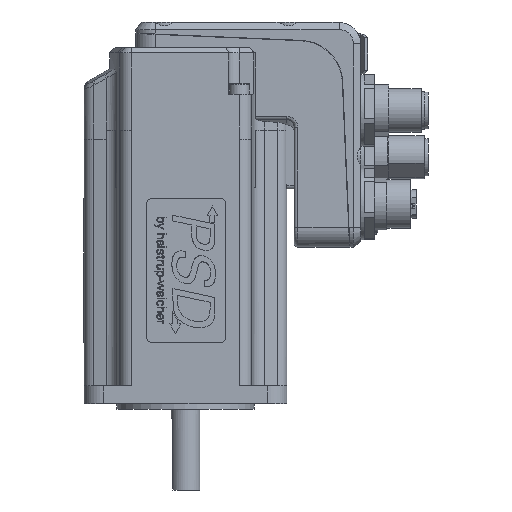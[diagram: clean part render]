
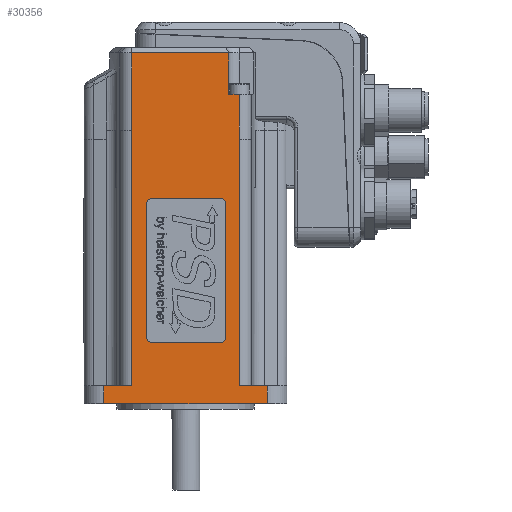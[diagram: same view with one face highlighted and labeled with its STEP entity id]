
A CAD part, left-side view. The second image highlights one B-rep face of the part: STEP entity #30356.
In plain terms, the highlighted planar face has unit normal (-1, 0, 0).
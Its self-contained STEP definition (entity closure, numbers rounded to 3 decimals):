
#1465=FACE_BOUND('',#4936,.T.);
#2168=CIRCLE('',#32631,1.5);
#2169=CIRCLE('',#32632,1.5);
#2170=CIRCLE('',#32633,1.5);
#2171=CIRCLE('',#32634,1.5);
#3270=FACE_OUTER_BOUND('',#4935,.T.);
#4935=EDGE_LOOP('',(#21982,#21983,#21984,#21985,#21986,#21987,#21988,#21989,
#21990,#21991,#21992,#21993,#21994,#21995));
#4936=EDGE_LOOP('',(#21996,#21997,#21998,#21999,#22000,#22001,#22002,#22003));
#7077=LINE('',#46065,#9582);
#7078=LINE('',#46067,#9583);
#7079=LINE('',#46069,#9584);
#7080=LINE('',#46071,#9585);
#7081=LINE('',#46073,#9586);
#7082=LINE('',#46075,#9587);
#7083=LINE('',#46077,#9588);
#7084=LINE('',#46079,#9589);
#7085=LINE('',#46081,#9590);
#7086=LINE('',#46083,#9591);
#7087=LINE('',#46085,#9592);
#7088=LINE('',#46087,#9593);
#7089=LINE('',#46089,#9594);
#7090=LINE('',#46090,#9595);
#7091=LINE('',#46095,#9596);
#7092=LINE('',#46099,#9597);
#7093=LINE('',#46103,#9598);
#7094=LINE('',#46106,#9599);
#9582=VECTOR('',#36999,1000.);
#9583=VECTOR('',#37000,1000.);
#9584=VECTOR('',#37001,10.);
#9585=VECTOR('',#37002,10.);
#9586=VECTOR('',#37003,10.);
#9587=VECTOR('',#37004,10.);
#9588=VECTOR('',#37005,10.);
#9589=VECTOR('',#37006,1000.);
#9590=VECTOR('',#37007,1000.);
#9591=VECTOR('',#37008,1000.);
#9592=VECTOR('',#37009,1000.);
#9593=VECTOR('',#37010,1000.);
#9594=VECTOR('',#37011,1000.);
#9595=VECTOR('',#37012,1000.);
#9596=VECTOR('',#37015,10.);
#9597=VECTOR('',#37018,10.);
#9598=VECTOR('',#37021,10.);
#9599=VECTOR('',#37024,10.);
#12370=VERTEX_POINT('',#46063);
#12371=VERTEX_POINT('',#46064);
#12372=VERTEX_POINT('',#46066);
#12373=VERTEX_POINT('',#46068);
#12374=VERTEX_POINT('',#46070);
#12375=VERTEX_POINT('',#46072);
#12376=VERTEX_POINT('',#46074);
#12377=VERTEX_POINT('',#46076);
#12378=VERTEX_POINT('',#46078);
#12379=VERTEX_POINT('',#46080);
#12380=VERTEX_POINT('',#46082);
#12381=VERTEX_POINT('',#46084);
#12382=VERTEX_POINT('',#46086);
#12383=VERTEX_POINT('',#46088);
#12384=VERTEX_POINT('',#46091);
#12385=VERTEX_POINT('',#46092);
#12386=VERTEX_POINT('',#46094);
#12387=VERTEX_POINT('',#46096);
#12388=VERTEX_POINT('',#46098);
#12389=VERTEX_POINT('',#46100);
#12390=VERTEX_POINT('',#46102);
#12391=VERTEX_POINT('',#46104);
#15864=EDGE_CURVE('',#12370,#12371,#7077,.T.);
#15865=EDGE_CURVE('',#12372,#12370,#7078,.T.);
#15866=EDGE_CURVE('',#12372,#12373,#7079,.T.);
#15867=EDGE_CURVE('',#12373,#12374,#7080,.T.);
#15868=EDGE_CURVE('',#12374,#12375,#7081,.T.);
#15869=EDGE_CURVE('',#12376,#12375,#7082,.T.);
#15870=EDGE_CURVE('',#12377,#12376,#7083,.T.);
#15871=EDGE_CURVE('',#12378,#12377,#7084,.T.);
#15872=EDGE_CURVE('',#12378,#12379,#7085,.T.);
#15873=EDGE_CURVE('',#12380,#12379,#7086,.T.);
#15874=EDGE_CURVE('',#12380,#12381,#7087,.T.);
#15875=EDGE_CURVE('',#12381,#12382,#7088,.T.);
#15876=EDGE_CURVE('',#12382,#12383,#7089,.T.);
#15877=EDGE_CURVE('',#12371,#12383,#7090,.T.);
#15878=EDGE_CURVE('',#12384,#12385,#2168,.T.);
#15879=EDGE_CURVE('',#12385,#12386,#7091,.T.);
#15880=EDGE_CURVE('',#12386,#12387,#2169,.T.);
#15881=EDGE_CURVE('',#12387,#12388,#7092,.T.);
#15882=EDGE_CURVE('',#12388,#12389,#2170,.T.);
#15883=EDGE_CURVE('',#12389,#12390,#7093,.T.);
#15884=EDGE_CURVE('',#12390,#12391,#2171,.T.);
#15885=EDGE_CURVE('',#12391,#12384,#7094,.T.);
#21982=ORIENTED_EDGE('',*,*,#15864,.F.);
#21983=ORIENTED_EDGE('',*,*,#15865,.F.);
#21984=ORIENTED_EDGE('',*,*,#15866,.T.);
#21985=ORIENTED_EDGE('',*,*,#15867,.T.);
#21986=ORIENTED_EDGE('',*,*,#15868,.T.);
#21987=ORIENTED_EDGE('',*,*,#15869,.F.);
#21988=ORIENTED_EDGE('',*,*,#15870,.F.);
#21989=ORIENTED_EDGE('',*,*,#15871,.F.);
#21990=ORIENTED_EDGE('',*,*,#15872,.T.);
#21991=ORIENTED_EDGE('',*,*,#15873,.F.);
#21992=ORIENTED_EDGE('',*,*,#15874,.T.);
#21993=ORIENTED_EDGE('',*,*,#15875,.T.);
#21994=ORIENTED_EDGE('',*,*,#15876,.T.);
#21995=ORIENTED_EDGE('',*,*,#15877,.F.);
#21996=ORIENTED_EDGE('',*,*,#15878,.T.);
#21997=ORIENTED_EDGE('',*,*,#15879,.T.);
#21998=ORIENTED_EDGE('',*,*,#15880,.T.);
#21999=ORIENTED_EDGE('',*,*,#15881,.T.);
#22000=ORIENTED_EDGE('',*,*,#15882,.T.);
#22001=ORIENTED_EDGE('',*,*,#15883,.T.);
#22002=ORIENTED_EDGE('',*,*,#15884,.T.);
#22003=ORIENTED_EDGE('',*,*,#15885,.T.);
#27619=PLANE('',#32630);
#30356=ADVANCED_FACE('',(#3270,#1465),#27619,.F.);
#32630=AXIS2_PLACEMENT_3D('',#46062,#36997,#36998);
#32631=AXIS2_PLACEMENT_3D('',#46093,#37013,#37014);
#32632=AXIS2_PLACEMENT_3D('',#46097,#37016,#37017);
#32633=AXIS2_PLACEMENT_3D('',#46101,#37019,#37020);
#32634=AXIS2_PLACEMENT_3D('',#46105,#37022,#37023);
#36997=DIRECTION('center_axis',(1.,0.,0.));
#36998=DIRECTION('ref_axis',(0.,1.,0.));
#36999=DIRECTION('',(0.,0.,-1.));
#37000=DIRECTION('',(0.,-1.,0.));
#37001=DIRECTION('',(0.,0.,1.));
#37002=DIRECTION('',(0.,1.,0.));
#37003=DIRECTION('',(0.,0.,1.));
#37004=DIRECTION('',(0.,-1.,0.));
#37005=DIRECTION('',(0.,0.,1.));
#37006=DIRECTION('',(0.,-1.,0.));
#37007=DIRECTION('',(0.,0.,-1.));
#37008=DIRECTION('',(0.,-1.,0.));
#37009=DIRECTION('',(0.,0.,-1.));
#37010=DIRECTION('',(0.,-1.,0.));
#37011=DIRECTION('',(0.,0.,1.));
#37012=DIRECTION('',(0.,-1.,0.));
#37013=DIRECTION('center_axis',(1.,0.,0.));
#37014=DIRECTION('ref_axis',(0.,-1.,0.));
#37015=DIRECTION('',(0.,0.,-1.));
#37016=DIRECTION('center_axis',(1.,0.,0.));
#37017=DIRECTION('ref_axis',(0.,0.,
-1.));
#37018=DIRECTION('',(0.,1.,0.));
#37019=DIRECTION('center_axis',(1.,0.,0.));
#37020=DIRECTION('ref_axis',(0.,1.,0.));
#37021=DIRECTION('',(0.,0.,1.));
#37022=DIRECTION('center_axis',(1.,0.,0.));
#37023=DIRECTION('ref_axis',(0.,0.,
1.));
#37024=DIRECTION('',(0.,-1.,0.));
#46062=CARTESIAN_POINT('Origin',(-28.2,15.002,64.5));
#46063=CARTESIAN_POINT('',(-28.2,-15.002,73.5));
#46064=CARTESIAN_POINT('',(-28.2,-15.002,5.));
#46065=CARTESIAN_POINT('',(-28.2,-15.002,64.5));
#46066=CARTESIAN_POINT('',(-28.2,-15.,73.5));
#46067=CARTESIAN_POINT('',(-28.2,-12.,73.5));
#46068=CARTESIAN_POINT('',(-28.2,-15.,86.));
#46069=CARTESIAN_POINT('',(-28.2,-15.,76.));
#46070=CARTESIAN_POINT('',(-28.2,-12.,86.));
#46071=CARTESIAN_POINT('',(-28.2,-0.656,86.));
#46072=CARTESIAN_POINT('',(-28.2,-12.,97.5));
#46073=CARTESIAN_POINT('',(-28.2,-12.,87.5));
#46074=CARTESIAN_POINT('',(-28.2,15.,97.5));
#46075=CARTESIAN_POINT('',(-28.2,10.923,97.5));
#46076=CARTESIAN_POINT('',(-28.2,15.,76.));
#46077=CARTESIAN_POINT('',(-28.2,15.,76.));
#46078=CARTESIAN_POINT('',(-28.2,15.002,76.));
#46079=CARTESIAN_POINT('',(-28.2,15.002,76.));
#46080=CARTESIAN_POINT('',(-28.2,15.002,5.));
#46081=CARTESIAN_POINT('',(-28.2,15.002,64.5));
#46082=CARTESIAN_POINT('',(-28.2,22.7,5.));
#46083=CARTESIAN_POINT('',(-28.2,-28.2,5.));
#46084=CARTESIAN_POINT('',(-28.2,22.7,0.));
#46085=CARTESIAN_POINT('',(-28.2,22.7,5.));
#46086=CARTESIAN_POINT('',(-28.2,-22.7,0.));
#46087=CARTESIAN_POINT('',(-28.2,-28.2,0.));
#46088=CARTESIAN_POINT('',(-28.2,-22.7,5.));
#46089=CARTESIAN_POINT('',(-28.2,-22.7,5.));
#46090=CARTESIAN_POINT('',(-28.2,-28.2,5.));
#46091=CARTESIAN_POINT('',(-28.2,-9.7,57.));
#46092=CARTESIAN_POINT('',(-28.2,-11.2,55.5));
#46093=CARTESIAN_POINT('Origin',(-28.2,-9.7,55.5));
#46094=CARTESIAN_POINT('',(-28.2,-11.2,18.5));
#46095=CARTESIAN_POINT('',(-28.2,-11.2,41.5));
#46096=CARTESIAN_POINT('',(-28.2,-9.7,17.));
#46097=CARTESIAN_POINT('Origin',(-28.2,-9.7,18.5));
#46098=CARTESIAN_POINT('',(-28.2,9.3,17.));
#46099=CARTESIAN_POINT('',(-28.2,12.151,17.));
#46100=CARTESIAN_POINT('',(-28.2,10.8,18.5));
#46101=CARTESIAN_POINT('Origin',(-28.2,9.3,18.5));
#46102=CARTESIAN_POINT('',(-28.2,10.8,55.5));
#46103=CARTESIAN_POINT('',(-28.2,10.8,60.));
#46104=CARTESIAN_POINT('',(-28.2,9.3,57.));
#46105=CARTESIAN_POINT('Origin',(-28.2,9.3,55.5));
#46106=CARTESIAN_POINT('',(-28.2,2.651,57.));
